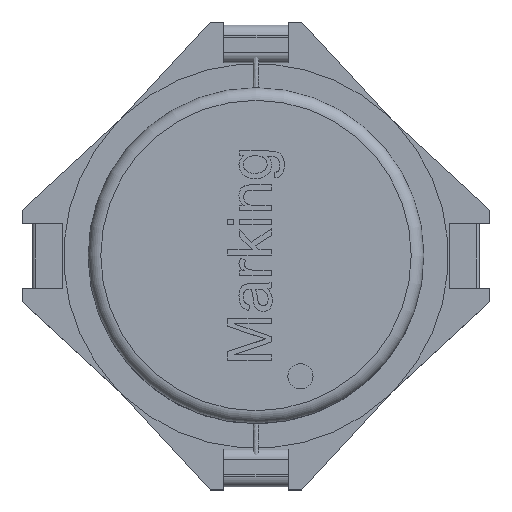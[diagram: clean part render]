
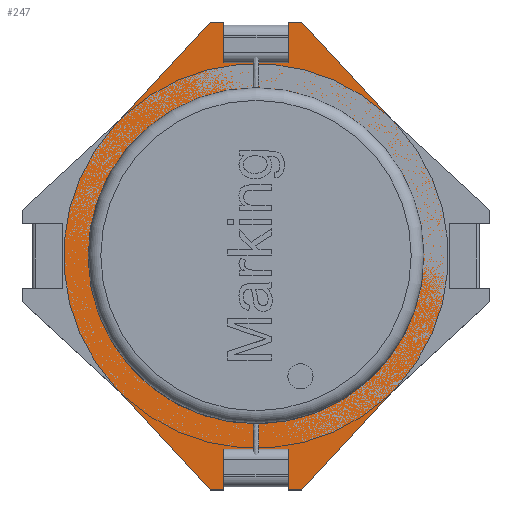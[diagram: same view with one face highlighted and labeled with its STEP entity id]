
A CAD part, top view. The second image highlights one B-rep face of the part: STEP entity #247.
In plain terms, the highlighted planar face has unit normal (0, 0, 1).
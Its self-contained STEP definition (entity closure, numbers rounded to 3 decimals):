
#247 = ADVANCED_FACE( '', ( #608, #609 ), #610, .T. );
#608 = FACE_BOUND( '', #1120, .T. );
#609 = FACE_OUTER_BOUND( '', #1121, .T. );
#610 = PLANE( '', #1122 );
#1120 = EDGE_LOOP( '', ( #11065 ) );
#1121 = EDGE_LOOP( '', ( #11066, #11067, #11068, #11069, #11070, #11071, #11072, #11073, #11074, #11075, #11076, #11077, #11078, #11079, #11080, #11081 ) );
#1122 = AXIS2_PLACEMENT_3D( '', #11082, #11083, #11084 );
#11065 = ORIENTED_EDGE( '', *, *, #12466, .T. );
#11066 = ORIENTED_EDGE( '', *, *, #12467, .T. );
#11067 = ORIENTED_EDGE( '', *, *, #12405, .F. );
#11068 = ORIENTED_EDGE( '', *, *, #12468, .T. );
#11069 = ORIENTED_EDGE( '', *, *, #12447, .T. );
#11070 = ORIENTED_EDGE( '', *, *, #12469, .T. );
#11071 = ORIENTED_EDGE( '', *, *, #12470, .T. );
#11072 = ORIENTED_EDGE( '', *, *, #12471, .T. );
#11073 = ORIENTED_EDGE( '', *, *, #12472, .T. );
#11074 = ORIENTED_EDGE( '', *, *, #12473, .F. );
#11075 = ORIENTED_EDGE( '', *, *, #12474, .T. );
#11076 = ORIENTED_EDGE( '', *, *, #12347, .T. );
#11077 = ORIENTED_EDGE( '', *, *, #12475, .T. );
#11078 = ORIENTED_EDGE( '', *, *, #12476, .T. );
#11079 = ORIENTED_EDGE( '', *, *, #12368, .T. );
#11080 = ORIENTED_EDGE( '', *, *, #12417, .T. );
#11081 = ORIENTED_EDGE( '', *, *, #12477, .F. );
#11082 = CARTESIAN_POINT( '', ( 0., 0., 1.25 ) );
#11083 = DIRECTION( '', ( 0., 0., 1. ) );
#11084 = DIRECTION( '', ( 1., 0., 0. ) );
#12347 = EDGE_CURVE( '', #12874, #12875, #12876, .T. );
#12368 = EDGE_CURVE( '', #12913, #12911, #12914, .T. );
#12405 = EDGE_CURVE( '', #12979, #12980, #12981, .T. );
#12417 = EDGE_CURVE( '', #12911, #13000, #13003, .T. );
#12447 = EDGE_CURVE( '', #13051, #13049, #13052, .T. );
#12466 = EDGE_CURVE( '', #13080, #13080, #13081, .T. );
#12467 = EDGE_CURVE( '', #13082, #12980, #13083, .T. );
#12468 = EDGE_CURVE( '', #12979, #13051, #13084, .T. );
#12469 = EDGE_CURVE( '', #13049, #13085, #13086, .T. );
#12470 = EDGE_CURVE( '', #13085, #13087, #13088, .T. );
#12471 = EDGE_CURVE( '', #13087, #13089, #13090, .T. );
#12472 = EDGE_CURVE( '', #13089, #13091, #13092, .T. );
#12473 = EDGE_CURVE( '', #13093, #13091, #13094, .T. );
#12474 = EDGE_CURVE( '', #13093, #12874, #13095, .T. );
#12475 = EDGE_CURVE( '', #12875, #13096, #13097, .T. );
#12476 = EDGE_CURVE( '', #13096, #12913, #13098, .T. );
#12477 = EDGE_CURVE( '', #13082, #13000, #13099, .T. );
#12874 = VERTEX_POINT( '', #13667 );
#12875 = VERTEX_POINT( '', #13668 );
#12876 = LINE( '', #13669, #13670 );
#12911 = VERTEX_POINT( '', #13722 );
#12913 = VERTEX_POINT( '', #13725 );
#12914 = LINE( '', #13726, #13727 );
#12979 = VERTEX_POINT( '', #13858 );
#12980 = VERTEX_POINT( '', #13859 );
#12981 = LINE( '', #13860, #13861 );
#13000 = VERTEX_POINT( '', #13887 );
#13003 = LINE( '', #13891, #13892 );
#13049 = VERTEX_POINT( '', #13967 );
#13051 = VERTEX_POINT( '', #13970 );
#13052 = LINE( '', #13971, #13972 );
#13080 = VERTEX_POINT( '', #14027 );
#13081 = CIRCLE( '', #14028, 6.65 );
#13082 = VERTEX_POINT( '', #14029 );
#13083 = LINE( '', #14030, #14031 );
#13084 = LINE( '', #14032, #14033 );
#13085 = VERTEX_POINT( '', #14034 );
#13086 = CIRCLE( '', #14035, 7.62 );
#13087 = VERTEX_POINT( '', #14036 );
#13088 = LINE( '', #14037, #14038 );
#13089 = VERTEX_POINT( '', #14039 );
#13090 = LINE( '', #14040, #14041 );
#13091 = VERTEX_POINT( '', #14042 );
#13092 = LINE( '', #14043, #14044 );
#13093 = VERTEX_POINT( '', #14045 );
#13094 = LINE( '', #14046, #14047 );
#13095 = LINE( '', #14048, #14049 );
#13096 = VERTEX_POINT( '', #14050 );
#13097 = LINE( '', #14051, #14052 );
#13098 = CIRCLE( '', #14053, 7.62 );
#13099 = LINE( '', #14054, #14055 );
#13667 = CARTESIAN_POINT( '', ( 9.27, 1.27, 1.25 ) );
#13668 = CARTESIAN_POINT( '', ( 9.27, 1.82, 1.25 ) );
#13669 = CARTESIAN_POINT( '', ( 9.27, -1.82, 1.25 ) );
#13670 = VECTOR( '', #15385, 1000. );
#13722 = CARTESIAN_POINT( '', ( -9.27, 1.82, 1.25 ) );
#13725 = CARTESIAN_POINT( '', ( -5.163, 5.604, 1.25 ) );
#13726 = CARTESIAN_POINT( '', ( -9.27, 1.82, 1.25 ) );
#13727 = VECTOR( '', #15404, 1000. );
#13858 = CARTESIAN_POINT( '', ( -9.27, -1.27, 1.25 ) );
#13859 = CARTESIAN_POINT( '', ( -7.65, -1.27, 1.25 ) );
#13860 = CARTESIAN_POINT( '', ( 0., -1.27, 1.25 ) );
#13861 = VECTOR( '', #15421, 1000. );
#13887 = CARTESIAN_POINT( '', ( -9.27, 1.27, 1.25 ) );
#13891 = CARTESIAN_POINT( '', ( -9.27, 1.82, 1.25 ) );
#13892 = VECTOR( '', #15436, 1000. );
#13967 = CARTESIAN_POINT( '', ( -5.163, -5.604, 1.25 ) );
#13970 = CARTESIAN_POINT( '', ( -9.27, -1.82, 1.25 ) );
#13971 = CARTESIAN_POINT( '', ( -9.27, -1.82, 1.25 ) );
#13972 = VECTOR( '', #15461, 1000. );
#14027 = CARTESIAN_POINT( '', ( 4.89, 4.506, 1.25 ) );
#14028 = AXIS2_PLACEMENT_3D( '', #15474, #15475, #15476 );
#14029 = CARTESIAN_POINT( '', ( -7.65, 1.27, 1.25 ) );
#14030 = CARTESIAN_POINT( '', ( -7.65, 0., 1.25 ) );
#14031 = VECTOR( '', #15477, 1000. );
#14032 = CARTESIAN_POINT( '', ( -9.27, 1.82, 1.25 ) );
#14033 = VECTOR( '', #15478, 1000. );
#14034 = CARTESIAN_POINT( '', ( 5.163, -5.604, 1.25 ) );
#14035 = AXIS2_PLACEMENT_3D( '', #15479, #15480, #15481 );
#14036 = CARTESIAN_POINT( '', ( 9.27, -1.82, 1.25 ) );
#14037 = CARTESIAN_POINT( '', ( 9.27, -1.82, 1.25 ) );
#14038 = VECTOR( '', #15482, 1000. );
#14039 = CARTESIAN_POINT( '', ( 9.27, -1.27, 1.25 ) );
#14040 = CARTESIAN_POINT( '', ( 9.27, -1.82, 1.25 ) );
#14041 = VECTOR( '', #15483, 1000. );
#14042 = CARTESIAN_POINT( '', ( 7.65, -1.27, 1.25 ) );
#14043 = CARTESIAN_POINT( '', ( 0., -1.27, 1.25 ) );
#14044 = VECTOR( '', #15484, 1000. );
#14045 = CARTESIAN_POINT( '', ( 7.65, 1.27, 1.25 ) );
#14046 = CARTESIAN_POINT( '', ( 7.65, 0., 1.25 ) );
#14047 = VECTOR( '', #15485, 1000. );
#14048 = CARTESIAN_POINT( '', ( 0., 1.27, 1.25 ) );
#14049 = VECTOR( '', #15486, 1000. );
#14050 = CARTESIAN_POINT( '', ( 5.163, 5.604, 1.25 ) );
#14051 = CARTESIAN_POINT( '', ( 9.27, 1.82, 1.25 ) );
#14052 = VECTOR( '', #15487, 1000. );
#14053 = AXIS2_PLACEMENT_3D( '', #15488, #15489, #15490 );
#14054 = CARTESIAN_POINT( '', ( 0., 1.27, 1.25 ) );
#14055 = VECTOR( '', #15491, 1000. );
#15385 = DIRECTION( '', ( 0., 1., 0. ) );
#15404 = DIRECTION( '', ( -0.735, -0.678, 0. ) );
#15421 = DIRECTION( '', ( 1., 0., 0. ) );
#15436 = DIRECTION( '', ( 0., -1., 0. ) );
#15461 = DIRECTION( '', ( 0.735, -0.678, 0. ) );
#15474 = CARTESIAN_POINT( '', ( 0., 0., 1.25 ) );
#15475 = DIRECTION( '', ( 0., 0., -1. ) );
#15476 = DIRECTION( '', ( 0.735, 0.678, 0. ) );
#15477 = DIRECTION( '', ( 0., -1., 0. ) );
#15478 = DIRECTION( '', ( 0., -1., 0. ) );
#15479 = CARTESIAN_POINT( '', ( 0., 0., 1.25 ) );
#15480 = DIRECTION( '', ( 0., 0., 1. ) );
#15481 = DIRECTION( '', ( 0.735, 0.678, 0. ) );
#15482 = DIRECTION( '', ( 0.735, 0.678, 0. ) );
#15483 = DIRECTION( '', ( 0., 1., 0. ) );
#15484 = DIRECTION( '', ( -1., 0., 0. ) );
#15485 = DIRECTION( '', ( 0., -1., 0. ) );
#15486 = DIRECTION( '', ( 1., 0., 0. ) );
#15487 = DIRECTION( '', ( -0.735, 0.678, 0. ) );
#15488 = CARTESIAN_POINT( '', ( 0., 0., 1.25 ) );
#15489 = DIRECTION( '', ( 0., 0., 1. ) );
#15490 = DIRECTION( '', ( 0.735, 0.678, 0. ) );
#15491 = DIRECTION( '', ( -1., 0., 0. ) );
